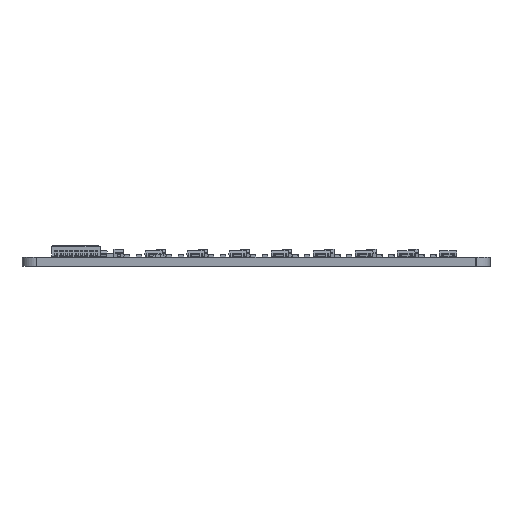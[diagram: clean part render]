
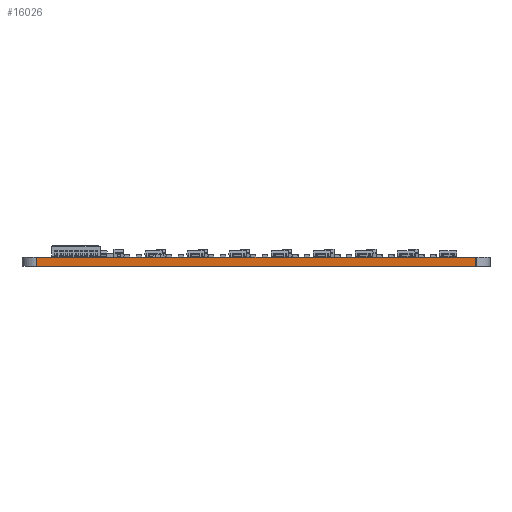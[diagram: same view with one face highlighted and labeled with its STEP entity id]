
A CAD part, front view. The second image highlights one B-rep face of the part: STEP entity #16026.
In plain terms, the highlighted planar face has unit normal (0, -1, 0).
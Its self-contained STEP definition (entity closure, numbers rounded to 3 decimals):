
#1503=PLANE('',#17323);
#2125=FACE_OUTER_BOUND('',#2929,.T.);
#2929=EDGE_LOOP('',(#11937,#11938,#11939,#11940));
#4161=LINE('',#24385,#5601);
#4162=LINE('',#24388,#5602);
#4163=LINE('',#24390,#5603);
#4164=LINE('',#24391,#5604);
#5601=VECTOR('',#19801,10.);
#5602=VECTOR('',#19804,10.);
#5603=VECTOR('',#19805,10.);
#5604=VECTOR('',#19806,10.);
#7959=VERTEX_POINT('',#24381);
#7960=VERTEX_POINT('',#24383);
#7961=VERTEX_POINT('',#24387);
#7962=VERTEX_POINT('',#24389);
#9569=EDGE_CURVE('',#7959,#7960,#4161,.T.);
#9570=EDGE_CURVE('',#7961,#7959,#4162,.T.);
#9571=EDGE_CURVE('',#7962,#7960,#4163,.T.);
#9572=EDGE_CURVE('',#7961,#7962,#4164,.T.);
#11937=ORIENTED_EDGE('',*,*,#9570,.T.);
#11938=ORIENTED_EDGE('',*,*,#9569,.T.);
#11939=ORIENTED_EDGE('',*,*,#9571,.F.);
#11940=ORIENTED_EDGE('',*,*,#9572,.F.);
#16026=ADVANCED_FACE('',(#2125),#1503,.T.);
#17323=AXIS2_PLACEMENT_3D('',#24386,#19802,#19803);
#19801=DIRECTION('',(0.,0.,1.));
#19802=DIRECTION('center_axis',(0.,-1.,0.));
#19803=DIRECTION('ref_axis',(1.,0.,0.));
#19804=DIRECTION('',(1.,0.,0.));
#19805=DIRECTION('',(1.,0.,0.));
#19806=DIRECTION('',(0.,0.,1.));
#24381=CARTESIAN_POINT('',(78.74,0.,0.));
#24383=CARTESIAN_POINT('',(78.74,0.,1.57));
#24385=CARTESIAN_POINT('',(78.74,0.,0.));
#24386=CARTESIAN_POINT('Origin',(2.54,0.,0.));
#24387=CARTESIAN_POINT('',(2.54,0.,0.));
#24388=CARTESIAN_POINT('',(2.54,0.,0.));
#24389=CARTESIAN_POINT('',(2.54,0.,1.57));
#24390=CARTESIAN_POINT('',(2.54,0.,1.57));
#24391=CARTESIAN_POINT('',(2.54,0.,0.));
